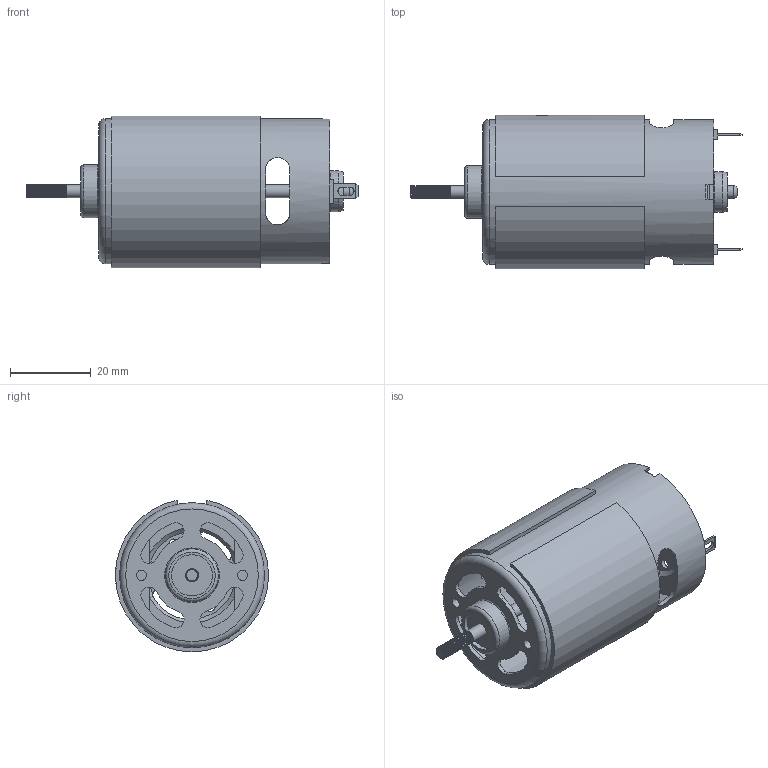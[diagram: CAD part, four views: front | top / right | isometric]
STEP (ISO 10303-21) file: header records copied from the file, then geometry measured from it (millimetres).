
FILE_DESCRIPTION(/* description */ (''),/* implementation_level */ '2;1');
FILE_NAME(/* name */ 'CCL-9015-AM-0912_ASM.iam.step',/* time_stamp */ '2014-01-07T11:30:21-08:00',/* author */ ('Philip'),/* organization */ (''),/* preprocessor_version */ 'ST-DEVELOPER v15.2',/* originating_system */ 'Autodesk Inventor 2014',/* authorisation */ '');
FILE_SCHEMA (('AUTOMOTIVE_DESIGN { 1 0 10303 214 3 1 1 }'));
Length unit declared in the file: inch
Products named in the file (10): AM-0912_TERMINAL_ANY; AM-0912_OUTPUT_BUSHING_ANY; AM-0912_END_CAP_ANY; AM-0912_CAP_BUSHING_ANY; AM-0912_SHIELD_ANY; AM-0912_SHAFT_ANY; AM-0912_TERMINAL_HOUSING_ANY; AM-0912_HOUSING_ANY; AM-0912_ANY_ASM; CCL-9015-AM-0912_ASM
Bounding box: 82.02 x 37.83 x 37.47 mm (x, y, z)
Volume: 13219.6 mm3; surface area: 26586.1 mm2
Topology: 10 solids, 10 shells, 408 faces, 1009 edges, 628 vertices
Faces by surface type: plane 293, cylinder 88, torus 13, sphere 8, cone 5, bspline 1
Full cylindrical faces by diameter (mm): 2.489 x10, 2.5 x2, 2.921 x4, 3.175 x3, 3.81 x2, 8.077 x2, 10.109 x1, 10.16 x1, 10.968 x2, 13 x1, 33.768 x1, 35.8 x1
Entity records: 11739 total; most frequent: CARTESIAN_POINT 2887, DIRECTION 1816, ORIENTED_EDGE 1740, EDGE_CURVE 870, AXIS2_PLACEMENT_3D 670, VERTEX_POINT 565, LINE 476, VECTOR 476
